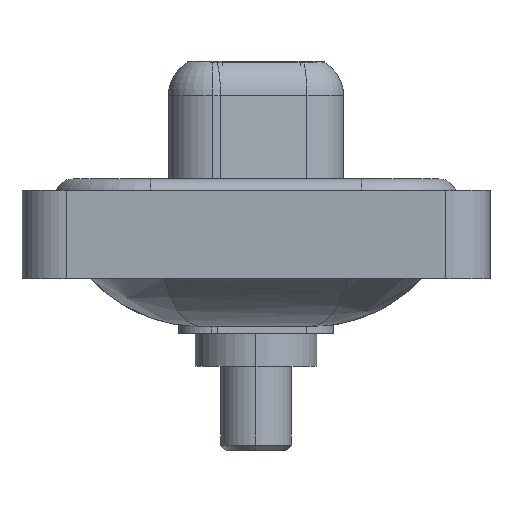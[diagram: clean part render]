
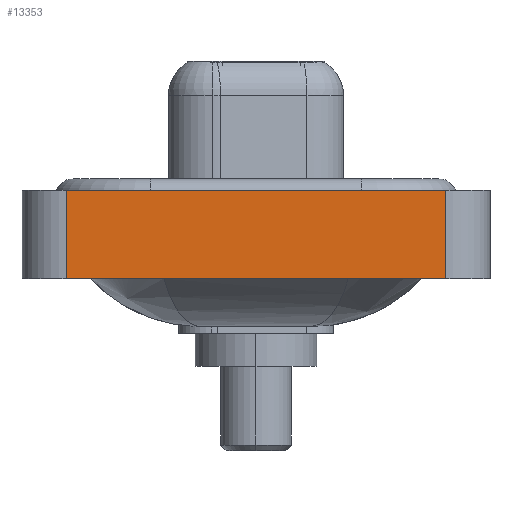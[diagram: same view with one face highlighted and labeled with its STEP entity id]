
A CAD part, left-side view. The second image highlights one B-rep face of the part: STEP entity #13353.
In plain terms, the highlighted planar face has unit normal (-1, 0, 0).
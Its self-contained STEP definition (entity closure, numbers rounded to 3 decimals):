
#603 = DIRECTION ( 'NONE',  ( -1., 0., 0. ) ) ;
#872 = FACE_OUTER_BOUND ( 'NONE', #15745, .T. ) ;
#1419 = ORIENTED_EDGE ( 'NONE', *, *, #4287, .T. ) ;
#2716 = CARTESIAN_POINT ( 'NONE',  ( -7.3, -8.55, -3.6 ) ) ;
#3312 = DIRECTION ( 'NONE',  ( 0., 0., 1. ) ) ;
#3858 = ORIENTED_EDGE ( 'NONE', *, *, #14752, .F. ) ;
#3941 = CARTESIAN_POINT ( 'NONE',  ( -7.3, -8.55, -3.6 ) ) ;
#4086 = DIRECTION ( 'NONE',  ( 0., 0., 1. ) ) ;
#4287 = EDGE_CURVE ( 'NONE', #16297, #15373, #9250, .T. ) ;
#4518 = ORIENTED_EDGE ( 'NONE', *, *, #16583, .T. ) ;
#5872 = VERTEX_POINT ( 'NONE', #9844 ) ;
#6442 = DIRECTION ( 'NONE',  ( 0., -1., 0. ) ) ;
#6843 = CARTESIAN_POINT ( 'NONE',  ( -7.3, 8.55, 0.4 ) ) ;
#7143 = CARTESIAN_POINT ( 'NONE',  ( -7.3, 8.55, -3.6 ) ) ;
#7411 = PLANE ( 'NONE',  #14993 ) ;
#7458 = EDGE_CURVE ( 'NONE', #16297, #13993, #12424, .T. ) ;
#8966 = LINE ( 'NONE', #15907, #9151 ) ;
#8996 = VECTOR ( 'NONE', #11311, 1000. ) ;
#9151 = VECTOR ( 'NONE', #6442, 1000. ) ;
#9250 = LINE ( 'NONE', #3941, #10577 ) ;
#9312 = LINE ( 'NONE', #2716, #15052 ) ;
#9844 = CARTESIAN_POINT ( 'NONE',  ( -7.3, -8.55, 0.4 ) ) ;
#10577 = VECTOR ( 'NONE', #10803, 1000. ) ;
#10671 = CARTESIAN_POINT ( 'NONE',  ( -7.3, -8.55, -3.6 ) ) ;
#10803 = DIRECTION ( 'NONE',  ( 0., -1., 0. ) ) ;
#11311 = DIRECTION ( 'NONE',  ( 0., 0., 1. ) ) ;
#12424 = LINE ( 'NONE', #7143, #8996 ) ;
#13353 = ADVANCED_FACE ( 'NONE', ( #872 ), #7411, .T. ) ;
#13525 = ORIENTED_EDGE ( 'NONE', *, *, #7458, .F. ) ;
#13555 = CARTESIAN_POINT ( 'NONE',  ( -7.3, 8.55, -3.6 ) ) ;
#13993 = VERTEX_POINT ( 'NONE', #6843 ) ;
#14087 = CARTESIAN_POINT ( 'NONE',  ( -7.3, -8.55, -3.6 ) ) ;
#14752 = EDGE_CURVE ( 'NONE', #13993, #5872, #8966, .T. ) ;
#14993 = AXIS2_PLACEMENT_3D ( 'NONE', #14087, #603, #3312 ) ;
#15052 = VECTOR ( 'NONE', #4086, 1000. ) ;
#15373 = VERTEX_POINT ( 'NONE', #10671 ) ;
#15745 = EDGE_LOOP ( 'NONE', ( #4518, #3858, #13525, #1419 ) ) ;
#15907 = CARTESIAN_POINT ( 'NONE',  ( -7.3, -8.55, 0.4 ) ) ;
#16297 = VERTEX_POINT ( 'NONE', #13555 ) ;
#16583 = EDGE_CURVE ( 'NONE', #15373, #5872, #9312, .T. ) ;
